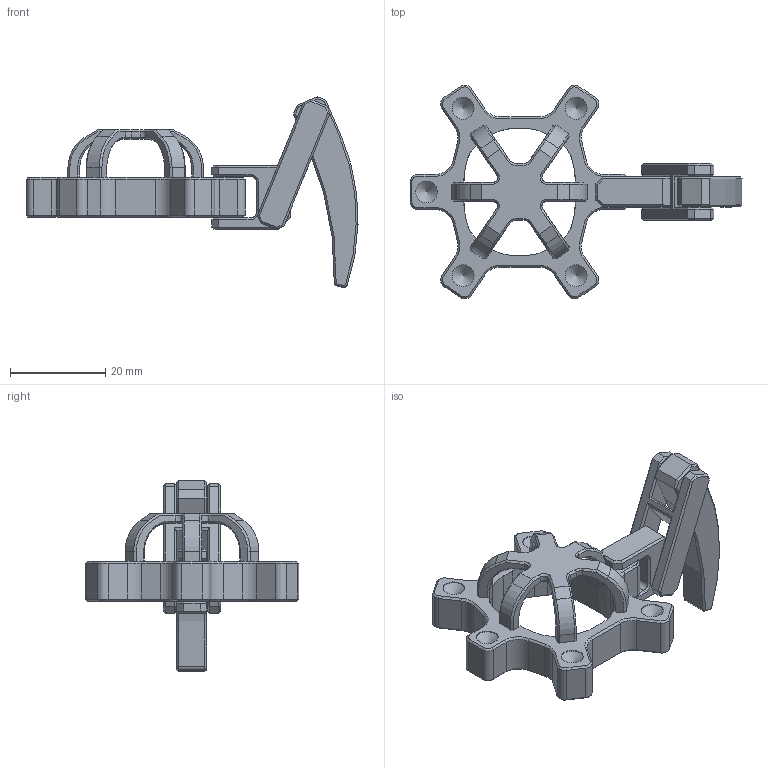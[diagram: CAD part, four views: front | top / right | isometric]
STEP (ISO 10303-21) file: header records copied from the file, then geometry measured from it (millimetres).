
FILE_DESCRIPTION(/* description */ (''),/* implementation_level */ '2;1');
FILE_NAME(/* name */ 'STEP.step',/* time_stamp */ '2023-09-26T21:24:15-04:00',/* author */ (''),/* organization */ (''),/* preprocessor_version */ 'ST-DEVELOPER v20',/* originating_system */ 'Autodesk Translation Framework v12.14.0.127',/* authorisation */ '');
FILE_SCHEMA (('AUTOMOTIVE_DESIGN { 1 0 10303 214 3 1 1 }'));
Length unit declared in the file: millimetre
Products named in the file (7): Mini Hex; Master Sketches; Frame; Coxa; Femur; Tibia; Roll Cage
Assembly tree (6 placements, depth 2):
  Mini Hex
    Master Sketches
    Frame
    Coxa
    Femur
    Tibia
    Roll Cage
Bounding box: 69.69 x 44.88 x 40.04 mm (x, y, z)
Volume: 9661.1 mm3; surface area: 7927.3 mm2
Topology: 5 solids, 5 shells, 636 faces, 1520 edges, 900 vertices
Faces by surface type: plane 422, cone 110, cylinder 80, bspline 24
Full cylindrical faces by diameter (mm): 4.6 x16
Entity records: 18438 total; most frequent: CARTESIAN_POINT 3701, ORIENTED_EDGE 3008, DIRECTION 2964, EDGE_CURVE 1504, LINE 1198, VECTOR 1198, VERTEX_POINT 900, AXIS2_PLACEMENT_3D 883
